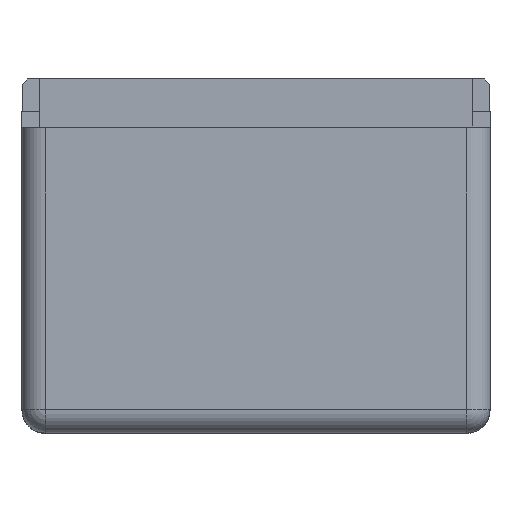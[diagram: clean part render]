
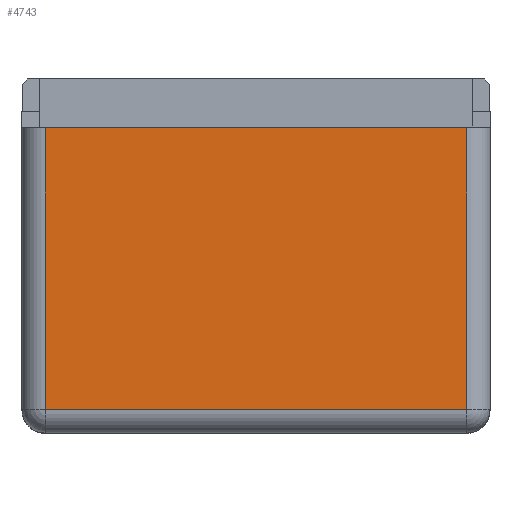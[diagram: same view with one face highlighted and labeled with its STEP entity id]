
A CAD part, front view. The second image highlights one B-rep face of the part: STEP entity #4743.
In plain terms, the highlighted planar face has unit normal (0, -1, 0).
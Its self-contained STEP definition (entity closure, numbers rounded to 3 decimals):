
#596 = CYLINDRICAL_SURFACE('',#597,2.);
#597 = AXIS2_PLACEMENT_3D('',#598,#599,#600);
#598 = CARTESIAN_POINT('',(-18.,-58.75,12.));
#599 = DIRECTION('',(-0.,-0.,-1.));
#600 = DIRECTION('',(0.,-1.,0.));
#623 = PLANE('',#624);
#624 = AXIS2_PLACEMENT_3D('',#625,#626,#627);
#625 = CARTESIAN_POINT('',(-22.5,-65.205,5.602));
#626 = DIRECTION('',(0.,0.,1.));
#627 = DIRECTION('',(0.,1.,0.));
#1048 = VERTEX_POINT('',#1049);
#1049 = CARTESIAN_POINT('',(-18.,-60.75,5.602));
#1075 = EDGE_CURVE('',#1076,#1048,#1078,.T.);
#1076 = VERTEX_POINT('',#1077);
#1077 = CARTESIAN_POINT('',(18.,-60.75,5.602));
#1078 = SURFACE_CURVE('',#1079,(#1083,#1089),.PCURVE_S1.);
#1079 = LINE('',#1080,#1081);
#1080 = CARTESIAN_POINT('',(-11.25,-60.75,5.602));
#1081 = VECTOR('',#1082,1.);
#1082 = DIRECTION('',(-1.,0.,0.));
#1083 = PCURVE('',#623,#1084);
#1084 = DEFINITIONAL_REPRESENTATION('',(#1085),#1088);
#1085 = B_SPLINE_CURVE_WITH_KNOTS('',1,(#1086,#1087),.UNSPECIFIED.,.F.,
  .F.,(2,2),(-29.25,6.75),.PIECEWISE_BEZIER_KNOTS.);
#1086 = CARTESIAN_POINT('',(4.455,-40.5));
#1087 = CARTESIAN_POINT('',(4.455,-4.5));
#1088 = ( GEOMETRIC_REPRESENTATION_CONTEXT(2) 
PARAMETRIC_REPRESENTATION_CONTEXT() REPRESENTATION_CONTEXT('2D SPACE',''
  ) );
#1089 = PCURVE('',#1090,#1095);
#1090 = PLANE('',#1091);
#1091 = AXIS2_PLACEMENT_3D('',#1092,#1093,#1094);
#1092 = CARTESIAN_POINT('',(0.,-60.75,-4.25));
#1093 = DIRECTION('',(-0.,-1.,-0.));
#1094 = DIRECTION('',(0.,0.,-1.));
#1095 = DEFINITIONAL_REPRESENTATION('',(#1096),#1099);
#1096 = B_SPLINE_CURVE_WITH_KNOTS('',1,(#1097,#1098),.UNSPECIFIED.,.F.,
  .F.,(2,2),(-29.25,6.75),.PIECEWISE_BEZIER_KNOTS.);
#1097 = CARTESIAN_POINT('',(-9.852,18.));
#1098 = CARTESIAN_POINT('',(-9.852,-18.));
#1099 = ( GEOMETRIC_REPRESENTATION_CONTEXT(2) 
PARAMETRIC_REPRESENTATION_CONTEXT() REPRESENTATION_CONTEXT('2D SPACE',''
  ) );
#1118 = CYLINDRICAL_SURFACE('',#1119,2.);
#1119 = AXIS2_PLACEMENT_3D('',#1120,#1121,#1122);
#1120 = CARTESIAN_POINT('',(18.,-58.75,-20.5));
#1121 = DIRECTION('',(0.,0.,1.));
#1122 = DIRECTION('',(1.,0.,0.));
#1258 = EDGE_CURVE('',#1048,#1259,#1261,.T.);
#1259 = VERTEX_POINT('',#1260);
#1260 = CARTESIAN_POINT('',(-18.,-60.75,-18.5));
#1261 = SURFACE_CURVE('',#1262,(#1266,#1273),.PCURVE_S1.);
#1262 = LINE('',#1263,#1264);
#1263 = CARTESIAN_POINT('',(-18.,-60.75,12.));
#1264 = VECTOR('',#1265,1.);
#1265 = DIRECTION('',(-0.,-0.,-1.));
#1266 = PCURVE('',#596,#1267);
#1267 = DEFINITIONAL_REPRESENTATION('',(#1268),#1272);
#1268 = LINE('',#1269,#1270);
#1269 = CARTESIAN_POINT('',(0.,0.));
#1270 = VECTOR('',#1271,1.);
#1271 = DIRECTION('',(0.,1.));
#1272 = ( GEOMETRIC_REPRESENTATION_CONTEXT(2) 
PARAMETRIC_REPRESENTATION_CONTEXT() REPRESENTATION_CONTEXT('2D SPACE',''
  ) );
#1273 = PCURVE('',#1090,#1274);
#1274 = DEFINITIONAL_REPRESENTATION('',(#1275),#1279);
#1275 = LINE('',#1276,#1277);
#1276 = CARTESIAN_POINT('',(-16.25,-18.));
#1277 = VECTOR('',#1278,1.);
#1278 = DIRECTION('',(1.,-0.));
#1279 = ( GEOMETRIC_REPRESENTATION_CONTEXT(2) 
PARAMETRIC_REPRESENTATION_CONTEXT() REPRESENTATION_CONTEXT('2D SPACE',''
  ) );
#4695 = VERTEX_POINT('',#4696);
#4696 = CARTESIAN_POINT('',(18.,-60.75,-18.5));
#4721 = EDGE_CURVE('',#4695,#1076,#4722,.T.);
#4722 = SURFACE_CURVE('',#4723,(#4727,#4734),.PCURVE_S1.);
#4723 = LINE('',#4724,#4725);
#4724 = CARTESIAN_POINT('',(18.,-60.75,-20.5));
#4725 = VECTOR('',#4726,1.);
#4726 = DIRECTION('',(0.,0.,1.));
#4727 = PCURVE('',#1118,#4728);
#4728 = DEFINITIONAL_REPRESENTATION('',(#4729),#4733);
#4729 = LINE('',#4730,#4731);
#4730 = CARTESIAN_POINT('',(-1.571,0.));
#4731 = VECTOR('',#4732,1.);
#4732 = DIRECTION('',(-0.,1.));
#4733 = ( GEOMETRIC_REPRESENTATION_CONTEXT(2) 
PARAMETRIC_REPRESENTATION_CONTEXT() REPRESENTATION_CONTEXT('2D SPACE',''
  ) );
#4734 = PCURVE('',#1090,#4735);
#4735 = DEFINITIONAL_REPRESENTATION('',(#4736),#4740);
#4736 = LINE('',#4737,#4738);
#4737 = CARTESIAN_POINT('',(16.25,18.));
#4738 = VECTOR('',#4739,1.);
#4739 = DIRECTION('',(-1.,0.));
#4740 = ( GEOMETRIC_REPRESENTATION_CONTEXT(2) 
PARAMETRIC_REPRESENTATION_CONTEXT() REPRESENTATION_CONTEXT('2D SPACE',''
  ) );
#4743 = ADVANCED_FACE('',(#4744),#1090,.T.);
#4744 = FACE_BOUND('',#4745,.T.);
#4745 = EDGE_LOOP('',(#4746,#4747,#4748,#4774));
#4746 = ORIENTED_EDGE('',*,*,#1075,.T.);
#4747 = ORIENTED_EDGE('',*,*,#1258,.T.);
#4748 = ORIENTED_EDGE('',*,*,#4749,.F.);
#4749 = EDGE_CURVE('',#4695,#1259,#4750,.T.);
#4750 = SURFACE_CURVE('',#4751,(#4755,#4762),.PCURVE_S1.);
#4751 = LINE('',#4752,#4753);
#4752 = CARTESIAN_POINT('',(20.,-60.75,-18.5));
#4753 = VECTOR('',#4754,1.);
#4754 = DIRECTION('',(-1.,0.,0.));
#4755 = PCURVE('',#1090,#4756);
#4756 = DEFINITIONAL_REPRESENTATION('',(#4757),#4761);
#4757 = LINE('',#4758,#4759);
#4758 = CARTESIAN_POINT('',(14.25,20.));
#4759 = VECTOR('',#4760,1.);
#4760 = DIRECTION('',(0.,-1.));
#4761 = ( GEOMETRIC_REPRESENTATION_CONTEXT(2) 
PARAMETRIC_REPRESENTATION_CONTEXT() REPRESENTATION_CONTEXT('2D SPACE',''
  ) );
#4762 = PCURVE('',#4763,#4768);
#4763 = CYLINDRICAL_SURFACE('',#4764,2.);
#4764 = AXIS2_PLACEMENT_3D('',#4765,#4766,#4767);
#4765 = CARTESIAN_POINT('',(20.,-58.75,-18.5));
#4766 = DIRECTION('',(-1.,0.,0.));
#4767 = DIRECTION('',(0.,-1.,0.));
#4768 = DEFINITIONAL_REPRESENTATION('',(#4769),#4773);
#4769 = LINE('',#4770,#4771);
#4770 = CARTESIAN_POINT('',(-0.,0.));
#4771 = VECTOR('',#4772,1.);
#4772 = DIRECTION('',(-0.,1.));
#4773 = ( GEOMETRIC_REPRESENTATION_CONTEXT(2) 
PARAMETRIC_REPRESENTATION_CONTEXT() REPRESENTATION_CONTEXT('2D SPACE',''
  ) );
#4774 = ORIENTED_EDGE('',*,*,#4721,.T.);
